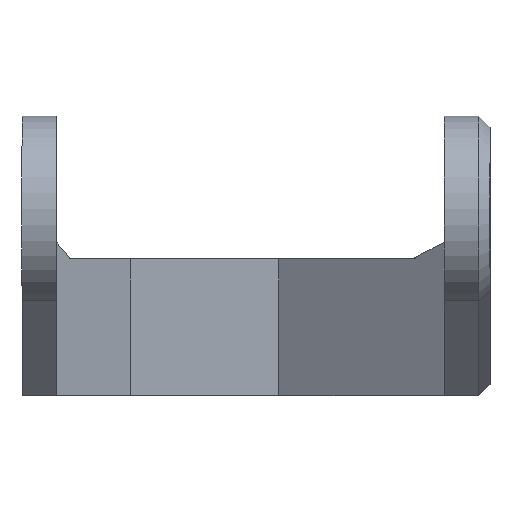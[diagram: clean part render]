
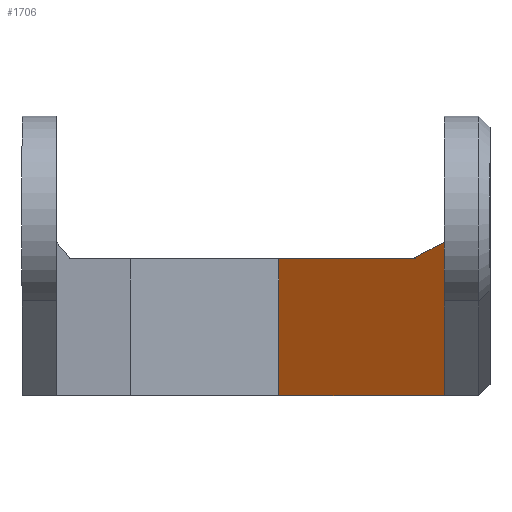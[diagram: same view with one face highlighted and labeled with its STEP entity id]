
A CAD part, left-side view. The second image highlights one B-rep face of the part: STEP entity #1706.
In plain terms, the highlighted planar face has unit normal (-0.826, 0.564, 0).
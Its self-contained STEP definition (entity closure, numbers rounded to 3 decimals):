
#100 = PLANE('',#101);
#101 = AXIS2_PLACEMENT_3D('',#102,#103,#104);
#102 = CARTESIAN_POINT('',(61.,-55.,-9.));
#103 = DIRECTION('',(0.,0.,-1.));
#104 = DIRECTION('',(1.,0.,0.));
#180 = PLANE('',#181);
#181 = AXIS2_PLACEMENT_3D('',#182,#183,#184);
#182 = CARTESIAN_POINT('',(66.,-55.,3.));
#183 = DIRECTION('',(0.,0.,-1.));
#184 = DIRECTION('',(1.,0.,0.));
#366 = PLANE('',#367);
#367 = AXIS2_PLACEMENT_3D('',#368,#369,#370);
#368 = CARTESIAN_POINT('',(52.216,-55.,13.712));
#369 = DIRECTION('',(-0.614,0.,-0.79)
  );
#370 = DIRECTION('',(0.79,0.,-0.614)
  );
#564 = VERTEX_POINT('',#565);
#565 = CARTESIAN_POINT('',(64.092,-47.,-9.));
#579 = PLANE('',#580);
#580 = AXIS2_PLACEMENT_3D('',#581,#582,#583);
#581 = CARTESIAN_POINT('',(36.,-47.,-20.));
#582 = DIRECTION('',(0.,1.,0.));
#583 = DIRECTION('',(1.,0.,0.));
#591 = EDGE_CURVE('',#592,#564,#594,.T.);
#592 = VERTEX_POINT('',#593);
#593 = CARTESIAN_POINT('',(74.,-32.5,-9.));
#594 = SURFACE_CURVE('',#595,(#599,#606),.PCURVE_S1.);
#595 = LINE('',#596,#597);
#596 = CARTESIAN_POINT('',(61.737,-50.447,-9.));
#597 = VECTOR('',#598,1.);
#598 = DIRECTION('',(-0.564,-0.826,0.)
  );
#599 = PCURVE('',#100,#600);
#600 = DEFINITIONAL_REPRESENTATION('',(#601),#605);
#601 = LINE('',#602,#603);
#602 = CARTESIAN_POINT('',(0.737,-4.553));
#603 = VECTOR('',#604,1.);
#604 = DIRECTION('',(-0.564,0.826));
#605 = ( GEOMETRIC_REPRESENTATION_CONTEXT(2) 
PARAMETRIC_REPRESENTATION_CONTEXT() REPRESENTATION_CONTEXT('2D SPACE',''
  ) );
#606 = PCURVE('',#607,#612);
#607 = PLANE('',#608);
#608 = AXIS2_PLACEMENT_3D('',#609,#610,#611);
#609 = CARTESIAN_POINT('',(64.092,-47.,-20.));
#610 = DIRECTION('',(-0.826,0.564,0.));
#611 = DIRECTION('',(0.564,0.826,0.));
#612 = DEFINITIONAL_REPRESENTATION('',(#613),#617);
#613 = LINE('',#614,#615);
#614 = CARTESIAN_POINT('',(-4.175,-11.));
#615 = VECTOR('',#616,1.);
#616 = DIRECTION('',(-1.,0.));
#617 = ( GEOMETRIC_REPRESENTATION_CONTEXT(2) 
PARAMETRIC_REPRESENTATION_CONTEXT() REPRESENTATION_CONTEXT('2D SPACE',''
  ) );
#635 = PLANE('',#636);
#636 = AXIS2_PLACEMENT_3D('',#637,#638,#639);
#637 = CARTESIAN_POINT('',(74.,-32.5,-20.));
#638 = DIRECTION('',(-1.,0.,0.));
#639 = DIRECTION('',(0.,1.,0.));
#864 = VERTEX_POINT('',#865);
#865 = CARTESIAN_POINT('',(66.,-44.208,3.));
#886 = EDGE_CURVE('',#887,#864,#889,.T.);
#887 = VERTEX_POINT('',#888);
#888 = CARTESIAN_POINT('',(74.,-32.5,3.));
#889 = SURFACE_CURVE('',#890,(#894,#901),.PCURVE_S1.);
#890 = LINE('',#891,#892);
#891 = CARTESIAN_POINT('',(62.532,-49.282,3.));
#892 = VECTOR('',#893,1.);
#893 = DIRECTION('',(-0.564,-0.826,0.)
  );
#894 = PCURVE('',#180,#895);
#895 = DEFINITIONAL_REPRESENTATION('',(#896),#900);
#896 = LINE('',#897,#898);
#897 = CARTESIAN_POINT('',(-3.468,-5.718));
#898 = VECTOR('',#899,1.);
#899 = DIRECTION('',(-0.564,0.826));
#900 = ( GEOMETRIC_REPRESENTATION_CONTEXT(2) 
PARAMETRIC_REPRESENTATION_CONTEXT() REPRESENTATION_CONTEXT('2D SPACE',''
  ) );
#901 = PCURVE('',#607,#902);
#902 = DEFINITIONAL_REPRESENTATION('',(#903),#907);
#903 = LINE('',#904,#905);
#904 = CARTESIAN_POINT('',(-2.764,-23.));
#905 = VECTOR('',#906,1.);
#906 = DIRECTION('',(-1.,0.));
#907 = ( GEOMETRIC_REPRESENTATION_CONTEXT(2) 
PARAMETRIC_REPRESENTATION_CONTEXT() REPRESENTATION_CONTEXT('2D SPACE',''
  ) );
#1479 = VERTEX_POINT('',#1480);
#1480 = CARTESIAN_POINT('',(64.092,-47.,4.483));
#1501 = EDGE_CURVE('',#864,#1479,#1502,.T.);
#1502 = SURFACE_CURVE('',#1503,(#1507,#1514),.PCURVE_S1.);
#1503 = LINE('',#1504,#1505);
#1504 = CARTESIAN_POINT('',(62.526,-49.292,
    5.7));
#1505 = VECTOR('',#1506,1.);
#1506 = DIRECTION('',(-0.517,-0.756,0.402));
#1507 = PCURVE('',#366,#1508);
#1508 = DEFINITIONAL_REPRESENTATION('',(#1509),#1513);
#1509 = LINE('',#1510,#1511);
#1510 = CARTESIAN_POINT('',(13.057,-5.708));
#1511 = VECTOR('',#1512,1.);
#1512 = DIRECTION('',(-0.654,0.756));
#1513 = ( GEOMETRIC_REPRESENTATION_CONTEXT(2) 
PARAMETRIC_REPRESENTATION_CONTEXT() REPRESENTATION_CONTEXT('2D SPACE',''
  ) );
#1514 = PCURVE('',#607,#1515);
#1515 = DEFINITIONAL_REPRESENTATION('',(#1516),#1520);
#1516 = LINE('',#1517,#1518);
#1517 = CARTESIAN_POINT('',(-2.775,-25.7));
#1518 = VECTOR('',#1519,1.);
#1519 = DIRECTION('',(-0.916,-0.402));
#1520 = ( GEOMETRIC_REPRESENTATION_CONTEXT(2) 
PARAMETRIC_REPRESENTATION_CONTEXT() REPRESENTATION_CONTEXT('2D SPACE',''
  ) );
#1626 = EDGE_CURVE('',#564,#1479,#1627,.T.);
#1627 = SURFACE_CURVE('',#1628,(#1632,#1639),.PCURVE_S1.);
#1628 = LINE('',#1629,#1630);
#1629 = CARTESIAN_POINT('',(64.092,-47.,-20.));
#1630 = VECTOR('',#1631,1.);
#1631 = DIRECTION('',(0.,0.,1.));
#1632 = PCURVE('',#579,#1633);
#1633 = DEFINITIONAL_REPRESENTATION('',(#1634),#1638);
#1634 = LINE('',#1635,#1636);
#1635 = CARTESIAN_POINT('',(28.092,0.));
#1636 = VECTOR('',#1637,1.);
#1637 = DIRECTION('',(0.,-1.));
#1638 = ( GEOMETRIC_REPRESENTATION_CONTEXT(2) 
PARAMETRIC_REPRESENTATION_CONTEXT() REPRESENTATION_CONTEXT('2D SPACE',''
  ) );
#1639 = PCURVE('',#607,#1640);
#1640 = DEFINITIONAL_REPRESENTATION('',(#1641),#1645);
#1641 = LINE('',#1642,#1643);
#1642 = CARTESIAN_POINT('',(0.,0.));
#1643 = VECTOR('',#1644,1.);
#1644 = DIRECTION('',(0.,-1.));
#1645 = ( GEOMETRIC_REPRESENTATION_CONTEXT(2) 
PARAMETRIC_REPRESENTATION_CONTEXT() REPRESENTATION_CONTEXT('2D SPACE',''
  ) );
#1706 = ADVANCED_FACE('',(#1707),#607,.T.);
#1707 = FACE_BOUND('',#1708,.T.);
#1708 = EDGE_LOOP('',(#1709,#1710,#1711,#1712,#1713));
#1709 = ORIENTED_EDGE('',*,*,#591,.T.);
#1710 = ORIENTED_EDGE('',*,*,#1626,.T.);
#1711 = ORIENTED_EDGE('',*,*,#1501,.F.);
#1712 = ORIENTED_EDGE('',*,*,#886,.F.);
#1713 = ORIENTED_EDGE('',*,*,#1714,.F.);
#1714 = EDGE_CURVE('',#592,#887,#1715,.T.);
#1715 = SURFACE_CURVE('',#1716,(#1720,#1727),.PCURVE_S1.);
#1716 = LINE('',#1717,#1718);
#1717 = CARTESIAN_POINT('',(74.,-32.5,-20.));
#1718 = VECTOR('',#1719,1.);
#1719 = DIRECTION('',(0.,0.,1.));
#1720 = PCURVE('',#607,#1721);
#1721 = DEFINITIONAL_REPRESENTATION('',(#1722),#1726);
#1722 = LINE('',#1723,#1724);
#1723 = CARTESIAN_POINT('',(17.562,0.));
#1724 = VECTOR('',#1725,1.);
#1725 = DIRECTION('',(0.,-1.));
#1726 = ( GEOMETRIC_REPRESENTATION_CONTEXT(2) 
PARAMETRIC_REPRESENTATION_CONTEXT() REPRESENTATION_CONTEXT('2D SPACE',''
  ) );
#1727 = PCURVE('',#635,#1728);
#1728 = DEFINITIONAL_REPRESENTATION('',(#1729),#1733);
#1729 = LINE('',#1730,#1731);
#1730 = CARTESIAN_POINT('',(0.,0.));
#1731 = VECTOR('',#1732,1.);
#1732 = DIRECTION('',(-0.,-1.));
#1733 = ( GEOMETRIC_REPRESENTATION_CONTEXT(2) 
PARAMETRIC_REPRESENTATION_CONTEXT() REPRESENTATION_CONTEXT('2D SPACE',''
  ) );
